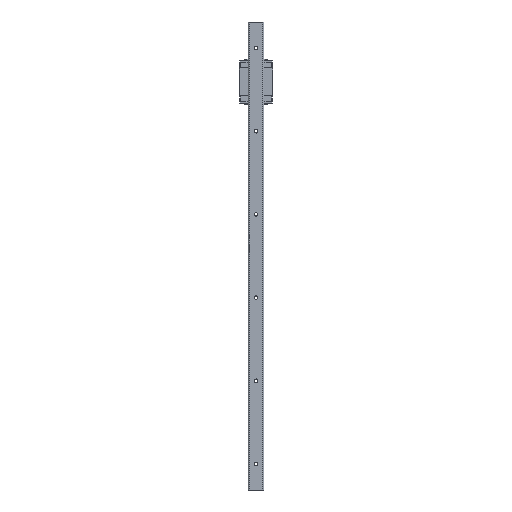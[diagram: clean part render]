
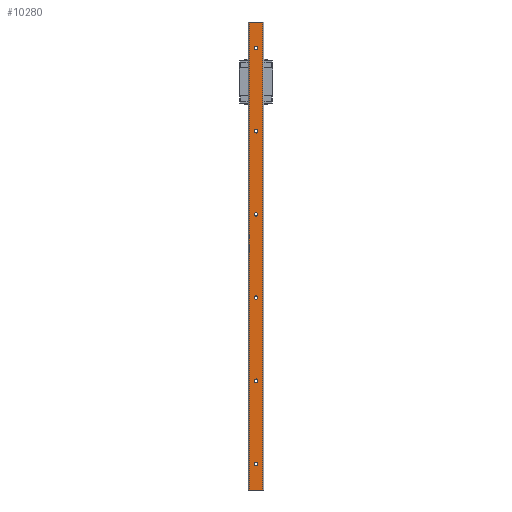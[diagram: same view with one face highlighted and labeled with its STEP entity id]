
A CAD part, front view. The second image highlights one B-rep face of the part: STEP entity #10280.
In plain terms, the highlighted planar face has unit normal (0, -1, 0).
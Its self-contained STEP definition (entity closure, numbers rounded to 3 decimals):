
#108 = CARTESIAN_POINT ( 'NONE',  ( 0., -5., -345. ) ) ;
#172 = AXIS2_PLACEMENT_3D ( 'NONE', #108, #11407, #11204 ) ;
#175 = CARTESIAN_POINT ( 'NONE',  ( 0., -5., -25. ) ) ;
#180 = FACE_BOUND ( 'NONE', #11683, .T. ) ;
#234 = CARTESIAN_POINT ( 'NONE',  ( 0., -5., -425. ) ) ;
#261 = EDGE_CURVE ( 'NONE', #1071, #9456, #3700, .T. ) ;
#396 = VERTEX_POINT ( 'NONE', #3573 ) ;
#496 = CIRCLE ( 'NONE', #5577, 1.75 ) ;
#499 = DIRECTION ( 'NONE',  ( 0., 1., 0. ) ) ;
#636 = ORIENTED_EDGE ( 'NONE', *, *, #11149, .T. ) ;
#676 = AXIS2_PLACEMENT_3D ( 'NONE', #9894, #1047, #5953 ) ;
#1047 = DIRECTION ( 'NONE',  ( 0., 1., 0. ) ) ;
#1071 = VERTEX_POINT ( 'NONE', #6675 ) ;
#1095 = DIRECTION ( 'NONE',  ( 0., 0., 1. ) ) ;
#1203 = CARTESIAN_POINT ( 'NONE',  ( 0., -5., 0. ) ) ;
#1244 = EDGE_CURVE ( 'NONE', #4178, #6859, #4194, .T. ) ;
#1273 = EDGE_CURVE ( 'NONE', #6859, #4178, #9251, .T. ) ;
#1299 = VERTEX_POINT ( 'NONE', #7181 ) ;
#1403 = ORIENTED_EDGE ( 'NONE', *, *, #1988, .T. ) ;
#1412 = CARTESIAN_POINT ( 'NONE',  ( -6.7, -5., 0. ) ) ;
#1496 = CARTESIAN_POINT ( 'NONE',  ( 0., -5., -450. ) ) ;
#1512 = LINE ( 'NONE', #11411, #6567 ) ;
#1866 = DIRECTION ( 'NONE',  ( 0., 1., 0. ) ) ;
#1934 = CARTESIAN_POINT ( 'NONE',  ( 0., -5., -426.75 ) ) ;
#1937 = DIRECTION ( 'NONE',  ( 0., 0., 1. ) ) ;
#1988 = EDGE_CURVE ( 'NONE', #7132, #9435, #6331, .T. ) ;
#2254 = CARTESIAN_POINT ( 'NONE',  ( 0., -5., -265. ) ) ;
#2395 = EDGE_CURVE ( 'NONE', #12688, #396, #7735, .T. ) ;
#2555 = DIRECTION ( 'NONE',  ( 0., 1., 0. ) ) ;
#2616 = CARTESIAN_POINT ( 'NONE',  ( 0., -5., -105. ) ) ;
#2776 = DIRECTION ( 'NONE',  ( 0., 1., 0. ) ) ;
#3166 = DIRECTION ( 'NONE',  ( 0., 1., 0. ) ) ;
#3301 = DIRECTION ( 'NONE',  ( 0., 0., 1. ) ) ;
#3324 = DIRECTION ( 'NONE',  ( 0., 0., 1. ) ) ;
#3402 = ORIENTED_EDGE ( 'NONE', *, *, #2395, .T. ) ;
#3449 = EDGE_LOOP ( 'NONE', ( #5324, #5660 ) ) ;
#3573 = CARTESIAN_POINT ( 'NONE',  ( 0., -5., -266.75 ) ) ;
#3660 = CARTESIAN_POINT ( 'NONE',  ( 0., -5., -423.25 ) ) ;
#3700 = CIRCLE ( 'NONE', #11041, 1.75 ) ;
#4068 = VECTOR ( 'NONE', #5258, 1000. ) ;
#4178 = VERTEX_POINT ( 'NONE', #5864 ) ;
#4194 = CIRCLE ( 'NONE', #11548, 1.75 ) ;
#4232 = DIRECTION ( 'NONE',  ( 0., 0., 1. ) ) ;
#4242 = DIRECTION ( 'NONE',  ( 0., 0., 1. ) ) ;
#4363 = EDGE_LOOP ( 'NONE', ( #3402, #11932 ) ) ;
#4485 = VERTEX_POINT ( 'NONE', #8549 ) ;
#4546 = DIRECTION ( 'NONE',  ( 0., 0., 1. ) ) ;
#4548 = AXIS2_PLACEMENT_3D ( 'NONE', #5163, #2776, #4232 ) ;
#4607 = CARTESIAN_POINT ( 'NONE',  ( 0., -5., -346.75 ) ) ;
#4660 = DIRECTION ( 'NONE',  ( 0., 0., 1. ) ) ;
#4690 = DIRECTION ( 'NONE',  ( 0., 0., 1. ) ) ;
#4709 = CARTESIAN_POINT ( 'NONE',  ( 0., -5., -183.25 ) ) ;
#4811 = CIRCLE ( 'NONE', #12805, 1.75 ) ;
#4947 = VERTEX_POINT ( 'NONE', #7530 ) ;
#5037 = VERTEX_POINT ( 'NONE', #7855 ) ;
#5060 = EDGE_LOOP ( 'NONE', ( #12043, #8608 ) ) ;
#5065 = CARTESIAN_POINT ( 'NONE',  ( 0., -5., -23.25 ) ) ;
#5100 = CARTESIAN_POINT ( 'NONE',  ( 0., -5., -345. ) ) ;
#5125 = AXIS2_PLACEMENT_3D ( 'NONE', #6957, #1866, #1937 ) ;
#5163 = CARTESIAN_POINT ( 'NONE',  ( 0., -5., -105. ) ) ;
#5175 = FACE_BOUND ( 'NONE', #10496, .T. ) ;
#5258 = DIRECTION ( 'NONE',  ( -1., 0., 0. ) ) ;
#5301 = DIRECTION ( 'NONE',  ( -1., 0., 0. ) ) ;
#5324 = ORIENTED_EDGE ( 'NONE', *, *, #10523, .T. ) ;
#5403 = DIRECTION ( 'NONE',  ( 0., 1., 0. ) ) ;
#5408 = VERTEX_POINT ( 'NONE', #9802 ) ;
#5577 = AXIS2_PLACEMENT_3D ( 'NONE', #11508, #6693, #4546 ) ;
#5660 = ORIENTED_EDGE ( 'NONE', *, *, #261, .T. ) ;
#5864 = CARTESIAN_POINT ( 'NONE',  ( 0., -5., -343.25 ) ) ;
#5944 = EDGE_CURVE ( 'NONE', #4485, #4947, #1512, .T. ) ;
#5953 = DIRECTION ( 'NONE',  ( 0., 0., 1. ) ) ;
#6011 = VERTEX_POINT ( 'NONE', #4709 ) ;
#6130 = DIRECTION ( 'NONE',  ( 0., 1., 0. ) ) ;
#6331 = CIRCLE ( 'NONE', #8632, 1.75 ) ;
#6567 = VECTOR ( 'NONE', #5301, 1000. ) ;
#6661 = ORIENTED_EDGE ( 'NONE', *, *, #7133, .F. ) ;
#6675 = CARTESIAN_POINT ( 'NONE',  ( 0., -5., -26.75 ) ) ;
#6693 = DIRECTION ( 'NONE',  ( 0., 1., 0. ) ) ;
#6770 = VERTEX_POINT ( 'NONE', #1412 ) ;
#6850 = EDGE_CURVE ( 'NONE', #5037, #6011, #496, .T. ) ;
#6859 = VERTEX_POINT ( 'NONE', #4607 ) ;
#6957 = CARTESIAN_POINT ( 'NONE',  ( 0., -5., -25. ) ) ;
#7132 = VERTEX_POINT ( 'NONE', #3660 ) ;
#7133 = EDGE_CURVE ( 'NONE', #4947, #6770, #10702, .T. ) ;
#7181 = CARTESIAN_POINT ( 'NONE',  ( 0., -5., -103.25 ) ) ;
#7184 = FACE_BOUND ( 'NONE', #3449, .T. ) ;
#7225 = DIRECTION ( 'NONE',  ( 0., 0., 1. ) ) ;
#7262 = VECTOR ( 'NONE', #4660, 1000. ) ;
#7300 = EDGE_CURVE ( 'NONE', #1299, #5408, #9152, .T. ) ;
#7530 = CARTESIAN_POINT ( 'NONE',  ( -6.7, -5., -450. ) ) ;
#7558 = CARTESIAN_POINT ( 'NONE',  ( 6.7, -5., -450. ) ) ;
#7735 = CIRCLE ( 'NONE', #10484, 1.75 ) ;
#7838 = AXIS2_PLACEMENT_3D ( 'NONE', #1496, #499, #4242 ) ;
#7855 = CARTESIAN_POINT ( 'NONE',  ( 0., -5., -186.75 ) ) ;
#7965 = ORIENTED_EDGE ( 'NONE', *, *, #6850, .T. ) ;
#8049 = CIRCLE ( 'NONE', #676, 1.75 ) ;
#8201 = ORIENTED_EDGE ( 'NONE', *, *, #1244, .T. ) ;
#8281 = ORIENTED_EDGE ( 'NONE', *, *, #11281, .T. ) ;
#8460 = DIRECTION ( 'NONE',  ( 0., 1., 0. ) ) ;
#8479 = CIRCLE ( 'NONE', #5125, 1.75 ) ;
#8490 = VECTOR ( 'NONE', #4690, 1000. ) ;
#8549 = CARTESIAN_POINT ( 'NONE',  ( 6.7, -5., -450. ) ) ;
#8588 = CARTESIAN_POINT ( 'NONE',  ( -6.7, -5., -450. ) ) ;
#8608 = ORIENTED_EDGE ( 'NONE', *, *, #12371, .T. ) ;
#8632 = AXIS2_PLACEMENT_3D ( 'NONE', #234, #2555, #3301 ) ;
#8696 = AXIS2_PLACEMENT_3D ( 'NONE', #2254, #8460, #3324 ) ;
#8990 = EDGE_CURVE ( 'NONE', #9435, #7132, #9268, .T. ) ;
#9079 = VERTEX_POINT ( 'NONE', #9358 ) ;
#9099 = DIRECTION ( 'NONE',  ( 0., 0., 1. ) ) ;
#9152 = CIRCLE ( 'NONE', #4548, 1.75 ) ;
#9169 = PLANE ( 'NONE',  #7838 ) ;
#9242 = EDGE_CURVE ( 'NONE', #4485, #9079, #9608, .T. ) ;
#9251 = CIRCLE ( 'NONE', #172, 1.75 ) ;
#9268 = CIRCLE ( 'NONE', #10535, 1.75 ) ;
#9358 = CARTESIAN_POINT ( 'NONE',  ( 6.7, -5., 0. ) ) ;
#9370 = DIRECTION ( 'NONE',  ( 0., 0., 1. ) ) ;
#9435 = VERTEX_POINT ( 'NONE', #1934 ) ;
#9456 = VERTEX_POINT ( 'NONE', #5065 ) ;
#9545 = FACE_OUTER_BOUND ( 'NONE', #12454, .T. ) ;
#9608 = LINE ( 'NONE', #7558, #8490 ) ;
#9797 = EDGE_LOOP ( 'NONE', ( #1403, #12146 ) ) ;
#9802 = CARTESIAN_POINT ( 'NONE',  ( 0., -5., -106.75 ) ) ;
#9894 = CARTESIAN_POINT ( 'NONE',  ( 0., -5., -185. ) ) ;
#9910 = ORIENTED_EDGE ( 'NONE', *, *, #5944, .F. ) ;
#10212 = CARTESIAN_POINT ( 'NONE',  ( 0., -5., -425. ) ) ;
#10244 = LINE ( 'NONE', #1203, #4068 ) ;
#10280 = ADVANCED_FACE ( 'NONE', ( #10363, #180, #10298, #5175, #11207, #7184, #9545 ), #9169, .F. ) ;
#10298 = FACE_BOUND ( 'NONE', #4363, .T. ) ;
#10341 = ORIENTED_EDGE ( 'NONE', *, *, #9242, .T. ) ;
#10363 = FACE_BOUND ( 'NONE', #9797, .T. ) ;
#10402 = CARTESIAN_POINT ( 'NONE',  ( 0., -5., -265. ) ) ;
#10484 = AXIS2_PLACEMENT_3D ( 'NONE', #10402, #5403, #7225 ) ;
#10496 = EDGE_LOOP ( 'NONE', ( #8281, #7965 ) ) ;
#10523 = EDGE_CURVE ( 'NONE', #9456, #1071, #8479, .T. ) ;
#10535 = AXIS2_PLACEMENT_3D ( 'NONE', #10212, #6130, #1095 ) ;
#10666 = DIRECTION ( 'NONE',  ( 0., 0., 1. ) ) ;
#10702 = LINE ( 'NONE', #8588, #7262 ) ;
#11041 = AXIS2_PLACEMENT_3D ( 'NONE', #175, #3166, #9370 ) ;
#11132 = EDGE_CURVE ( 'NONE', #396, #12688, #12273, .T. ) ;
#11149 = EDGE_CURVE ( 'NONE', #9079, #6770, #10244, .T. ) ;
#11204 = DIRECTION ( 'NONE',  ( 0., 0., 1. ) ) ;
#11207 = FACE_BOUND ( 'NONE', #5060, .T. ) ;
#11281 = EDGE_CURVE ( 'NONE', #6011, #5037, #8049, .T. ) ;
#11407 = DIRECTION ( 'NONE',  ( 0., 1., 0. ) ) ;
#11411 = CARTESIAN_POINT ( 'NONE',  ( 0., -5., -450. ) ) ;
#11508 = CARTESIAN_POINT ( 'NONE',  ( 0., -5., -185. ) ) ;
#11548 = AXIS2_PLACEMENT_3D ( 'NONE', #5100, #12001, #9099 ) ;
#11683 = EDGE_LOOP ( 'NONE', ( #8201, #12232 ) ) ;
#11786 = DIRECTION ( 'NONE',  ( 0., 1., 0. ) ) ;
#11932 = ORIENTED_EDGE ( 'NONE', *, *, #11132, .T. ) ;
#12001 = DIRECTION ( 'NONE',  ( 0., 1., 0. ) ) ;
#12043 = ORIENTED_EDGE ( 'NONE', *, *, #7300, .T. ) ;
#12146 = ORIENTED_EDGE ( 'NONE', *, *, #8990, .T. ) ;
#12232 = ORIENTED_EDGE ( 'NONE', *, *, #1273, .T. ) ;
#12273 = CIRCLE ( 'NONE', #8696, 1.75 ) ;
#12371 = EDGE_CURVE ( 'NONE', #5408, #1299, #4811, .T. ) ;
#12454 = EDGE_LOOP ( 'NONE', ( #636, #6661, #9910, #10341 ) ) ;
#12688 = VERTEX_POINT ( 'NONE', #12865 ) ;
#12805 = AXIS2_PLACEMENT_3D ( 'NONE', #2616, #11786, #10666 ) ;
#12865 = CARTESIAN_POINT ( 'NONE',  ( 0., -5., -263.25 ) ) ;
